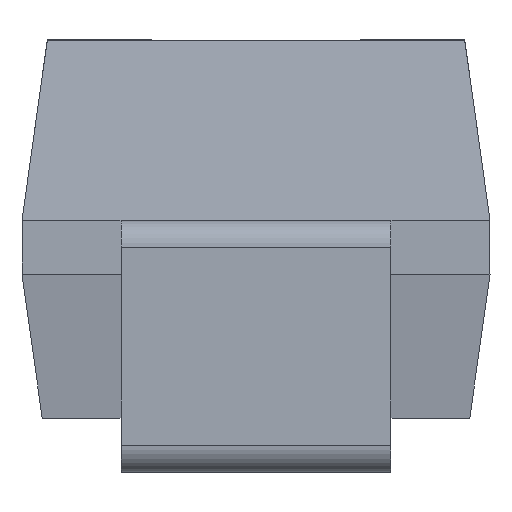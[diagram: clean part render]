
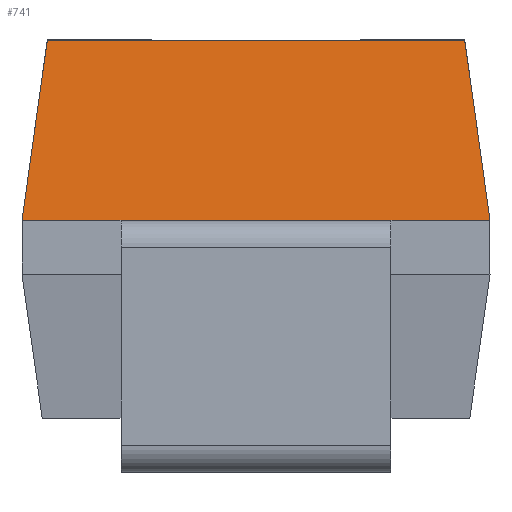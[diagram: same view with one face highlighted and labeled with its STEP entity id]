
A CAD part, front view. The second image highlights one B-rep face of the part: STEP entity #741.
In plain terms, the highlighted planar face has unit normal (0, -0.991, 0.138).
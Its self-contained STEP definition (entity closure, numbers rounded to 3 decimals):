
#22=FACE_OUTER_BOUND('',#62,.T.);
#62=EDGE_LOOP('',(#488,#489,#490,#491,#492,#493));
#100=LINE('',#1052,#196);
#108=LINE('',#1066,#204);
#109=LINE('',#1069,#205);
#110=LINE('',#1071,#206);
#111=LINE('',#1073,#207);
#112=LINE('',#1074,#208);
#196=VECTOR('',#853,1000.);
#204=VECTOR('',#865,1000.);
#205=VECTOR('',#868,1000.);
#206=VECTOR('',#869,1000.);
#207=VECTOR('',#870,1000.);
#208=VECTOR('',#871,1000.);
#304=VERTEX_POINT('',#1050);
#305=VERTEX_POINT('',#1051);
#309=VERTEX_POINT('',#1064);
#310=VERTEX_POINT('',#1068);
#311=VERTEX_POINT('',#1070);
#312=VERTEX_POINT('',#1072);
#368=EDGE_CURVE('',#304,#305,#100,.T.);
#376=EDGE_CURVE('',#305,#309,#108,.T.);
#377=EDGE_CURVE('',#310,#309,#109,.T.);
#378=EDGE_CURVE('',#311,#310,#110,.T.);
#379=EDGE_CURVE('',#312,#311,#111,.T.);
#380=EDGE_CURVE('',#304,#312,#112,.T.);
#488=ORIENTED_EDGE('',*,*,#368,.T.);
#489=ORIENTED_EDGE('',*,*,#376,.T.);
#490=ORIENTED_EDGE('',*,*,#377,.F.);
#491=ORIENTED_EDGE('',*,*,#378,.F.);
#492=ORIENTED_EDGE('',*,*,#379,.F.);
#493=ORIENTED_EDGE('',*,*,#380,.F.);
#686=PLANE('',#797);
#741=ADVANCED_FACE('',(#22),#686,.F.);
#797=AXIS2_PLACEMENT_3D('',#1067,#866,#867);
#853=DIRECTION('',(-1.,0.,0.));
#865=DIRECTION('',(-0.138,-0.137,-0.981));
#866=DIRECTION('center_axis',(0.,0.99,-0.138));
#867=DIRECTION('ref_axis',(0.,0.138,0.99));
#868=DIRECTION('',(-1.,0.,0.));
#869=DIRECTION('',(-1.,0.,0.));
#870=DIRECTION('',(-1.,0.,0.));
#871=DIRECTION('',(0.138,-0.137,-0.981));
#1050=CARTESIAN_POINT('',(1.159,-2.011,1.));
#1051=CARTESIAN_POINT('',(-1.159,-2.011,1.));
#1052=CARTESIAN_POINT('',(0.,-2.011,1.));
#1064=CARTESIAN_POINT('',(-1.3,-2.15,0.));
#1066=CARTESIAN_POINT('',(-1.159,-2.011,1.));
#1067=CARTESIAN_POINT('Origin',(0.,-2.109,0.294));
#1068=CARTESIAN_POINT('',(-0.75,-2.15,0.));
#1069=CARTESIAN_POINT('',(0.,-2.15,0.));
#1070=CARTESIAN_POINT('',(0.75,-2.15,0.));
#1071=CARTESIAN_POINT('',(0.,-2.15,0.));
#1072=CARTESIAN_POINT('',(1.3,-2.15,0.));
#1073=CARTESIAN_POINT('',(0.,-2.15,0.));
#1074=CARTESIAN_POINT('',(1.159,-2.011,1.));
